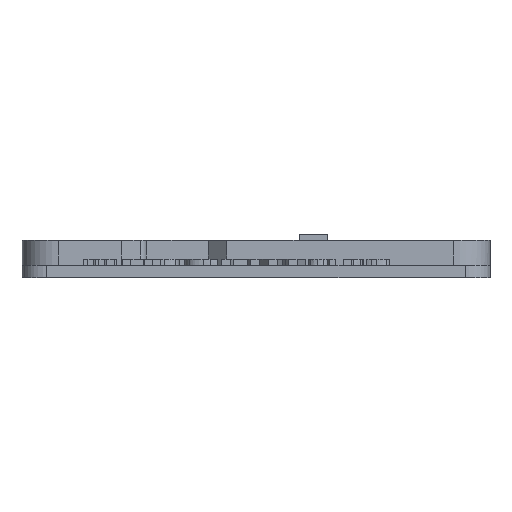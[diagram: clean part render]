
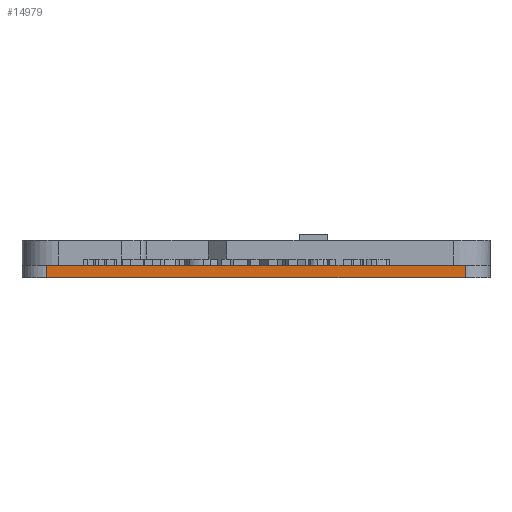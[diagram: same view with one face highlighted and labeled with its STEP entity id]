
A CAD part, front view. The second image highlights one B-rep face of the part: STEP entity #14979.
In plain terms, the highlighted planar face has unit normal (0, -1, 0).
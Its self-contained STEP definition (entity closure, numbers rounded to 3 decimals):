
#385 = PLANE('',#386);
#386 = AXIS2_PLACEMENT_3D('',#387,#388,#389);
#387 = CARTESIAN_POINT('',(-37.6,-37.,-3.));
#388 = DIRECTION('',(0.,0.,1.));
#389 = DIRECTION('',(1.,0.,0.));
#976 = VERTEX_POINT('',#977);
#977 = CARTESIAN_POINT('',(-33.6,-41.,-3.));
#992 = CYLINDRICAL_SURFACE('',#993,4.);
#993 = AXIS2_PLACEMENT_3D('',#994,#995,#996);
#994 = CARTESIAN_POINT('',(-33.6,-37.,-5.));
#995 = DIRECTION('',(-0.,-0.,-1.));
#996 = DIRECTION('',(1.,0.,0.));
#1004 = EDGE_CURVE('',#1005,#976,#1007,.T.);
#1005 = VERTEX_POINT('',#1006);
#1006 = CARTESIAN_POINT('',(33.6,-41.,-3.));
#1007 = SURFACE_CURVE('',#1008,(#1012,#1019),.PCURVE_S1.);
#1008 = LINE('',#1009,#1010);
#1009 = CARTESIAN_POINT('',(33.6,-41.,-3.));
#1010 = VECTOR('',#1011,1.);
#1011 = DIRECTION('',(-1.,0.,0.));
#1012 = PCURVE('',#385,#1013);
#1013 = DEFINITIONAL_REPRESENTATION('',(#1014),#1018);
#1014 = LINE('',#1015,#1016);
#1015 = CARTESIAN_POINT('',(71.2,-4.));
#1016 = VECTOR('',#1017,1.);
#1017 = DIRECTION('',(-1.,0.));
#1018 = ( GEOMETRIC_REPRESENTATION_CONTEXT(2) 
PARAMETRIC_REPRESENTATION_CONTEXT() REPRESENTATION_CONTEXT('2D SPACE',''
  ) );
#1019 = PCURVE('',#1020,#1025);
#1020 = PLANE('',#1021);
#1021 = AXIS2_PLACEMENT_3D('',#1022,#1023,#1024);
#1022 = CARTESIAN_POINT('',(33.6,-41.,-5.));
#1023 = DIRECTION('',(0.,-1.,0.));
#1024 = DIRECTION('',(-1.,0.,0.));
#1025 = DEFINITIONAL_REPRESENTATION('',(#1026),#1030);
#1026 = LINE('',#1027,#1028);
#1027 = CARTESIAN_POINT('',(0.,-2.));
#1028 = VECTOR('',#1029,1.);
#1029 = DIRECTION('',(1.,0.));
#1030 = ( GEOMETRIC_REPRESENTATION_CONTEXT(2) 
PARAMETRIC_REPRESENTATION_CONTEXT() REPRESENTATION_CONTEXT('2D SPACE',''
  ) );
#1049 = CYLINDRICAL_SURFACE('',#1050,4.);
#1050 = AXIS2_PLACEMENT_3D('',#1051,#1052,#1053);
#1051 = CARTESIAN_POINT('',(33.6,-37.,-5.));
#1052 = DIRECTION('',(-0.,-0.,-1.));
#1053 = DIRECTION('',(1.,0.,0.));
#13970 = PLANE('',#13971);
#13971 = AXIS2_PLACEMENT_3D('',#13972,#13973,#13974);
#13972 = CARTESIAN_POINT('',(0.002,0.,-5.)
  );
#13973 = DIRECTION('',(0.,0.,1.));
#13974 = DIRECTION('',(1.,0.,0.));
#14933 = EDGE_CURVE('',#14934,#1005,#14936,.T.);
#14934 = VERTEX_POINT('',#14935);
#14935 = CARTESIAN_POINT('',(33.6,-41.,-5.));
#14936 = SURFACE_CURVE('',#14937,(#14941,#14948),.PCURVE_S1.);
#14937 = LINE('',#14938,#14939);
#14938 = CARTESIAN_POINT('',(33.6,-41.,-5.));
#14939 = VECTOR('',#14940,1.);
#14940 = DIRECTION('',(0.,0.,1.));
#14941 = PCURVE('',#1049,#14942);
#14942 = DEFINITIONAL_REPRESENTATION('',(#14943),#14947);
#14943 = LINE('',#14944,#14945);
#14944 = CARTESIAN_POINT('',(-4.712,0.));
#14945 = VECTOR('',#14946,1.);
#14946 = DIRECTION('',(-0.,-1.));
#14947 = ( GEOMETRIC_REPRESENTATION_CONTEXT(2) 
PARAMETRIC_REPRESENTATION_CONTEXT() REPRESENTATION_CONTEXT('2D SPACE',''
  ) );
#14948 = PCURVE('',#1020,#14949);
#14949 = DEFINITIONAL_REPRESENTATION('',(#14950),#14954);
#14950 = LINE('',#14951,#14952);
#14951 = CARTESIAN_POINT('',(0.,-0.));
#14952 = VECTOR('',#14953,1.);
#14953 = DIRECTION('',(0.,-1.));
#14954 = ( GEOMETRIC_REPRESENTATION_CONTEXT(2) 
PARAMETRIC_REPRESENTATION_CONTEXT() REPRESENTATION_CONTEXT('2D SPACE',''
  ) );
#14979 = ADVANCED_FACE('',(#14980),#1020,.T.);
#14980 = FACE_BOUND('',#14981,.T.);
#14981 = EDGE_LOOP('',(#14982,#14983,#14984,#15007));
#14982 = ORIENTED_EDGE('',*,*,#14933,.T.);
#14983 = ORIENTED_EDGE('',*,*,#1004,.T.);
#14984 = ORIENTED_EDGE('',*,*,#14985,.F.);
#14985 = EDGE_CURVE('',#14986,#976,#14988,.T.);
#14986 = VERTEX_POINT('',#14987);
#14987 = CARTESIAN_POINT('',(-33.6,-41.,-5.));
#14988 = SURFACE_CURVE('',#14989,(#14993,#15000),.PCURVE_S1.);
#14989 = LINE('',#14990,#14991);
#14990 = CARTESIAN_POINT('',(-33.6,-41.,-5.));
#14991 = VECTOR('',#14992,1.);
#14992 = DIRECTION('',(0.,0.,1.));
#14993 = PCURVE('',#1020,#14994);
#14994 = DEFINITIONAL_REPRESENTATION('',(#14995),#14999);
#14995 = LINE('',#14996,#14997);
#14996 = CARTESIAN_POINT('',(67.2,0.));
#14997 = VECTOR('',#14998,1.);
#14998 = DIRECTION('',(0.,-1.));
#14999 = ( GEOMETRIC_REPRESENTATION_CONTEXT(2) 
PARAMETRIC_REPRESENTATION_CONTEXT() REPRESENTATION_CONTEXT('2D SPACE',''
  ) );
#15000 = PCURVE('',#992,#15001);
#15001 = DEFINITIONAL_REPRESENTATION('',(#15002),#15006);
#15002 = LINE('',#15003,#15004);
#15003 = CARTESIAN_POINT('',(-4.712,0.));
#15004 = VECTOR('',#15005,1.);
#15005 = DIRECTION('',(-0.,-1.));
#15006 = ( GEOMETRIC_REPRESENTATION_CONTEXT(2) 
PARAMETRIC_REPRESENTATION_CONTEXT() REPRESENTATION_CONTEXT('2D SPACE',''
  ) );
#15007 = ORIENTED_EDGE('',*,*,#15008,.F.);
#15008 = EDGE_CURVE('',#14934,#14986,#15009,.T.);
#15009 = SURFACE_CURVE('',#15010,(#15014,#15021),.PCURVE_S1.);
#15010 = LINE('',#15011,#15012);
#15011 = CARTESIAN_POINT('',(33.6,-41.,-5.));
#15012 = VECTOR('',#15013,1.);
#15013 = DIRECTION('',(-1.,0.,0.));
#15014 = PCURVE('',#1020,#15015);
#15015 = DEFINITIONAL_REPRESENTATION('',(#15016),#15020);
#15016 = LINE('',#15017,#15018);
#15017 = CARTESIAN_POINT('',(0.,-0.));
#15018 = VECTOR('',#15019,1.);
#15019 = DIRECTION('',(1.,0.));
#15020 = ( GEOMETRIC_REPRESENTATION_CONTEXT(2) 
PARAMETRIC_REPRESENTATION_CONTEXT() REPRESENTATION_CONTEXT('2D SPACE',''
  ) );
#15021 = PCURVE('',#13970,#15022);
#15022 = DEFINITIONAL_REPRESENTATION('',(#15023),#15027);
#15023 = LINE('',#15024,#15025);
#15024 = CARTESIAN_POINT('',(33.598,-41.));
#15025 = VECTOR('',#15026,1.);
#15026 = DIRECTION('',(-1.,0.));
#15027 = ( GEOMETRIC_REPRESENTATION_CONTEXT(2) 
PARAMETRIC_REPRESENTATION_CONTEXT() REPRESENTATION_CONTEXT('2D SPACE',''
  ) );
